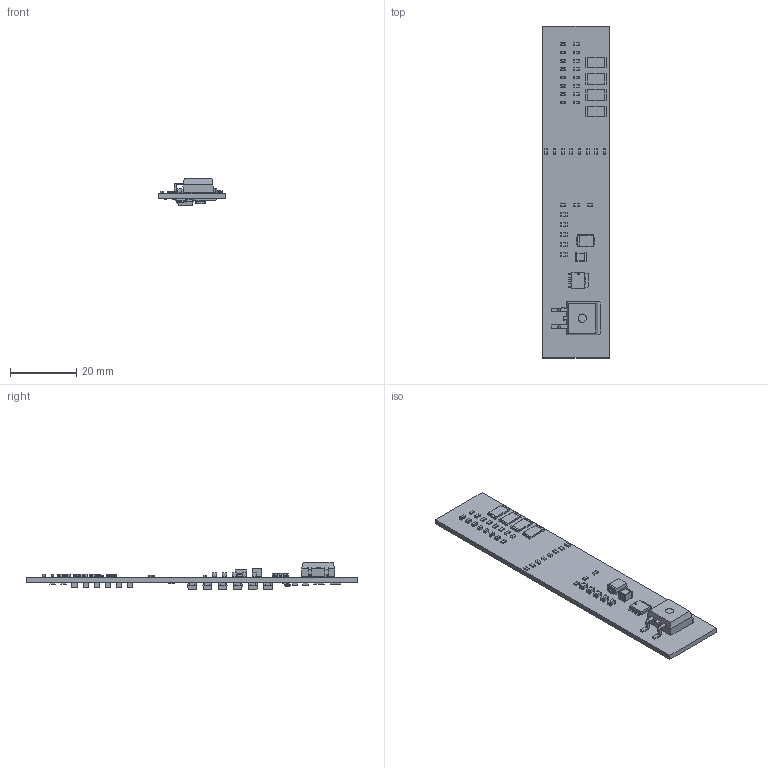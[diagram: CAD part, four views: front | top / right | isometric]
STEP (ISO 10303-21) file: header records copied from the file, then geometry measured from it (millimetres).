
FILE_DESCRIPTION(('KiCad electronic assembly'),'2;1');
FILE_NAME('BMS.step','2025-12-19T14:30:05',('Pcbnew'),('Kicad'), 'Open CASCADE STEP processor 7.8','KiCad to STEP converter','Unknown' );
FILE_SCHEMA(('AUTOMOTIVE_DESIGN { 1 0 10303 214 1 1 1 1 }'));
Length unit declared in the file: millimetre
Products named in the file (19): BMS 1; R_0603_1608Metric; C_0805_2012Metric; C_0603_1608Metric; R_2512_6332Metric; C_1210_3225Metric; TO-263-2; BMS 1.18.1; D_SMB; LFPAK56; BMS 1.32.1; R_0805_2012Metric; D_SMA; D_SOD-123; R_1206_3216Metric; C_1206_3216Metric; Nexperia_CFP3_SOD-123W; BMS 1.57.1; BMS_PCB
Assembly tree (71 placements, depth 3):
  BMS 1
    R_0603_1608Metric  x27
    C_0805_2012Metric  x5
    C_0603_1608Metric  x7
    R_2512_6332Metric  x6
    C_1210_3225Metric
    TO-263-2
      BMS 1.18.1
    D_SMB
    LFPAK56
      BMS 1.32.1
    R_0805_2012Metric
    D_SMA  x6
    D_SOD-123
    R_1206_3216Metric  x2
    C_1206_3216Metric  x6
    Nexperia_CFP3_SOD-123W  x2
      BMS 1.57.1
    BMS_PCB
Bounding box: 20 x 100 x 8.32 mm (x, y, z)
Volume: 3891.9 mm3; surface area: 6302.4 mm2
Topology: 83 solids, 83 shells, 2088 faces, 5374 edges, 3500 vertices
Faces by surface type: plane 1398, cylinder 584, bspline 106
Full cylindrical faces by diameter (mm): 0.5 x1, 2.5 x1
Entity records: 20995 total; most frequent: CARTESIAN_POINT 3421, ORIENTED_EDGE 3020, DIRECTION 2924, EDGE_CURVE 1510, LINE 1174, VECTOR 1174, VERTEX_POINT 984, AXIS2_PLACEMENT_3D 875
